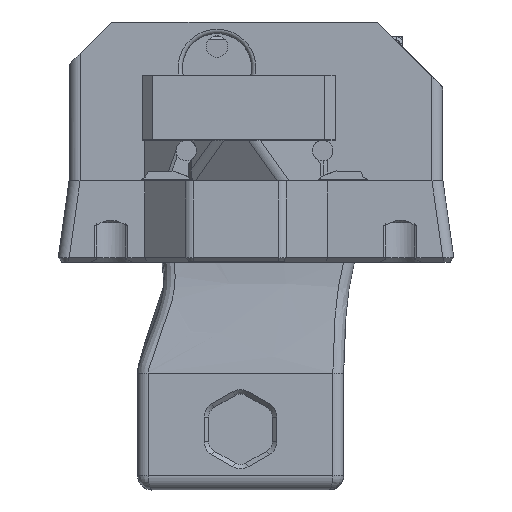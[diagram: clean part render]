
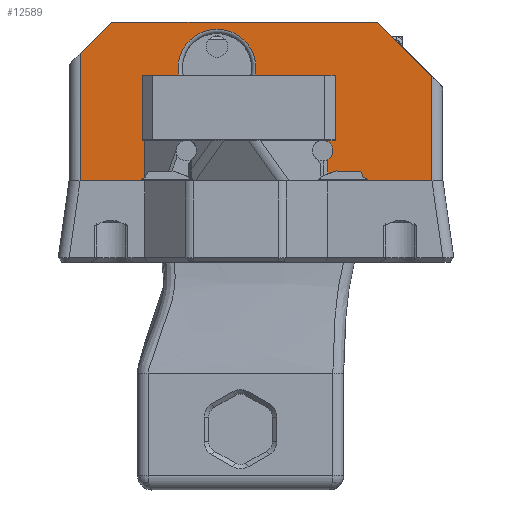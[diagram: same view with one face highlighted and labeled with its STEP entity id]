
A CAD part, top view. The second image highlights one B-rep face of the part: STEP entity #12589.
In plain terms, the highlighted planar face has unit normal (0, 0, 1).
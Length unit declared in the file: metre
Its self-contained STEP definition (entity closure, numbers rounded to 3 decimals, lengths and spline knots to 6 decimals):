
#398=CIRCLE('',#13512,0.003601);
#399=CIRCLE('',#13513,0.00095);
#861=PLANE('',#13511);
#1294=B_SPLINE_CURVE_WITH_KNOTS('',3,(#23757,#23758,#23759,#23760),
 .UNSPECIFIED.,.F.,.F.,(4,4),(0.,1.),.UNSPECIFIED.);
#3892=ORIENTED_EDGE('',*,*,#6524,.F.);
#3893=ORIENTED_EDGE('',*,*,#6525,.F.);
#3894=ORIENTED_EDGE('',*,*,#6526,.T.);
#3895=ORIENTED_EDGE('',*,*,#6516,.F.);
#3896=ORIENTED_EDGE('',*,*,#6513,.F.);
#3897=ORIENTED_EDGE('',*,*,#6527,.T.);
#3898=ORIENTED_EDGE('',*,*,#6528,.F.);
#3899=ORIENTED_EDGE('',*,*,#6529,.F.);
#3900=ORIENTED_EDGE('',*,*,#6530,.F.);
#3901=ORIENTED_EDGE('',*,*,#6531,.F.);
#3902=ORIENTED_EDGE('',*,*,#6532,.T.);
#3903=ORIENTED_EDGE('',*,*,#6403,.T.);
#3904=ORIENTED_EDGE('',*,*,#6349,.T.);
#3905=ORIENTED_EDGE('',*,*,#6508,.T.);
#3906=ORIENTED_EDGE('',*,*,#6533,.T.);
#3907=ORIENTED_EDGE('',*,*,#6534,.T.);
#3908=ORIENTED_EDGE('',*,*,#6535,.T.);
#3909=ORIENTED_EDGE('',*,*,#6382,.T.);
#3910=ORIENTED_EDGE('',*,*,#6355,.T.);
#3911=ORIENTED_EDGE('',*,*,#6392,.T.);
#3912=ORIENTED_EDGE('',*,*,#6536,.F.);
#3913=ORIENTED_EDGE('',*,*,#6396,.T.);
#3914=ORIENTED_EDGE('',*,*,#6537,.F.);
#3915=ORIENTED_EDGE('',*,*,#6538,.T.);
#6349=EDGE_CURVE('',#7866,#7867,#9000,.T.);
#6355=EDGE_CURVE('',#7873,#7872,#9004,.T.);
#6382=EDGE_CURVE('',#7898,#7873,#9025,.T.);
#6392=EDGE_CURVE('',#7872,#7906,#9033,.T.);
#6396=EDGE_CURVE('',#7907,#7910,#9036,.T.);
#6403=EDGE_CURVE('',#7917,#7866,#9042,.T.);
#6508=EDGE_CURVE('',#7867,#7982,#9107,.T.);
#6513=EDGE_CURVE('',#7986,#7987,#9109,.T.);
#6516=EDGE_CURVE('',#7987,#7989,#9111,.T.);
#6524=EDGE_CURVE('',#7996,#7997,#9118,.T.);
#6525=EDGE_CURVE('',#7998,#7996,#9119,.T.);
#6526=EDGE_CURVE('',#7998,#7989,#9120,.T.);
#6527=EDGE_CURVE('',#7986,#7999,#9121,.T.);
#6528=EDGE_CURVE('',#8000,#7999,#9122,.T.);
#6529=EDGE_CURVE('',#8001,#8000,#9123,.T.);
#6530=EDGE_CURVE('',#8002,#8001,#1294,.F.);
#6531=EDGE_CURVE('',#8003,#8002,#9124,.T.);
#6532=EDGE_CURVE('',#8003,#7917,#9125,.T.);
#6533=EDGE_CURVE('',#7982,#8004,#9126,.T.);
#6534=EDGE_CURVE('',#8004,#8005,#398,.F.);
#6535=EDGE_CURVE('',#8005,#7898,#9127,.T.);
#6536=EDGE_CURVE('',#7907,#7906,#399,.T.);
#6537=EDGE_CURVE('',#8006,#7910,#9128,.T.);
#6538=EDGE_CURVE('',#8006,#7997,#9129,.T.);
#7866=VERTEX_POINT('',#23337);
#7867=VERTEX_POINT('',#23338);
#7872=VERTEX_POINT('',#23348);
#7873=VERTEX_POINT('',#23350);
#7898=VERTEX_POINT('',#23404);
#7906=VERTEX_POINT('',#23422);
#7907=VERTEX_POINT('',#23426);
#7910=VERTEX_POINT('',#23431);
#7917=VERTEX_POINT('',#23447);
#7982=VERTEX_POINT('',#23711);
#7986=VERTEX_POINT('',#23722);
#7987=VERTEX_POINT('',#23724);
#7989=VERTEX_POINT('',#23730);
#7996=VERTEX_POINT('',#23746);
#7997=VERTEX_POINT('',#23747);
#7998=VERTEX_POINT('',#23749);
#7999=VERTEX_POINT('',#23752);
#8000=VERTEX_POINT('',#23754);
#8001=VERTEX_POINT('',#23756);
#8002=VERTEX_POINT('',#23761);
#8003=VERTEX_POINT('',#23763);
#8004=VERTEX_POINT('',#23766);
#8005=VERTEX_POINT('',#23768);
#8006=VERTEX_POINT('',#23772);
#9000=LINE('',#23336,#10016);
#9004=LINE('',#23349,#10020);
#9025=LINE('',#23403,#10041);
#9033=LINE('',#23423,#10049);
#9036=LINE('',#23432,#10052);
#9042=LINE('',#23446,#10058);
#9107=LINE('',#23710,#10123);
#9109=LINE('',#23723,#10125);
#9111=LINE('',#23729,#10127);
#9118=LINE('',#23745,#10134);
#9119=LINE('',#23748,#10135);
#9120=LINE('',#23750,#10136);
#9121=LINE('',#23751,#10137);
#9122=LINE('',#23753,#10138);
#9123=LINE('',#23755,#10139);
#9124=LINE('',#23762,#10140);
#9125=LINE('',#23764,#10141);
#9126=LINE('',#23765,#10142);
#9127=LINE('',#23769,#10143);
#9128=LINE('',#23771,#10144);
#9129=LINE('',#23773,#10145);
#10016=VECTOR('',#15423,1.);
#10020=VECTOR('',#15431,1.);
#10041=VECTOR('',#15468,1.);
#10049=VECTOR('',#15482,1.);
#10052=VECTOR('',#15489,1.);
#10058=VECTOR('',#15499,1.);
#10123=VECTOR('',#15726,1.);
#10125=VECTOR('',#15740,1.);
#10127=VECTOR('',#15746,1.);
#10134=VECTOR('',#15757,1.);
#10135=VECTOR('',#15758,1.);
#10136=VECTOR('',#15759,1.);
#10137=VECTOR('',#15760,1.);
#10138=VECTOR('',#15761,1.);
#10139=VECTOR('',#15762,1.);
#10140=VECTOR('',#15763,1.);
#10141=VECTOR('',#15764,1.);
#10142=VECTOR('',#15765,1.);
#10143=VECTOR('',#15768,1.);
#10144=VECTOR('',#15771,1.);
#10145=VECTOR('',#15772,1.);
#10966=EDGE_LOOP('',(#3892,#3893,#3894,#3895,#3896,#3897,#3898,#3899,#3900,
#3901,#3902,#3903,#3904,#3905,#3906,#3907,#3908,#3909,#3910,#3911,#3912,
#3913,#3914,#3915));
#11747=FACE_BOUND('',#10966,.T.);
#12589=ADVANCED_FACE('',(#11747),#861,.T.);
#13511=AXIS2_PLACEMENT_3D('',#23744,#15755,#15756);
#13512=AXIS2_PLACEMENT_3D('',#23767,#15766,#15767);
#13513=AXIS2_PLACEMENT_3D('',#23770,#15769,#15770);
#15423=DIRECTION('',(-1.,0.,0.));
#15431=DIRECTION('',(-1.,0.,0.));
#15468=DIRECTION('',(0.,-1.,0.));
#15482=DIRECTION('',(0.,-1.,0.));
#15489=DIRECTION('',(0.,-1.,0.));
#15499=DIRECTION('',(0.,1.,0.));
#15726=DIRECTION('',(0.,1.,0.));
#15740=DIRECTION('',(0.,-1.,0.));
#15746=DIRECTION('',(-1.,0.,0.));
#15755=DIRECTION('',(0.,0.,1.));
#15756=DIRECTION('',(1.,0.,0.));
#15757=DIRECTION('',(-1.,0.006,0.));
#15758=DIRECTION('',(-0.495,0.869,0.));
#15759=DIRECTION('',(0.865,-0.502,0.));
#15760=DIRECTION('',(-0.707,0.707,0.));
#15761=DIRECTION('',(1.,0.,0.));
#15762=DIRECTION('',(0.707,0.707,0.));
#15763=DIRECTION('',(-1.,0.,0.));
#15764=DIRECTION('',(0.865,0.502,0.));
#15765=DIRECTION('',(1.,0.,0.));
#15766=DIRECTION('',(0.,0.,1.));
#15767=DIRECTION('',(0.,-1.,0.));
#15768=DIRECTION('',(1.,0.,0.));
#15769=DIRECTION('',(0.,0.,1.));
#15770=DIRECTION('',(0.,-1.,0.));
#15771=DIRECTION('',(-0.94,-0.342,0.));
#15772=DIRECTION('',(0.342,-0.94,0.));
#23336=CARTESIAN_POINT('',(0.001417,0.026686,0.009396));
#23337=CARTESIAN_POINT('',(-0.008843,0.026686,0.009396));
#23338=CARTESIAN_POINT('',(-0.009093,0.026686,0.009396));
#23348=CARTESIAN_POINT('',(0.008057,0.026686,0.009396));
#23349=CARTESIAN_POINT('',(0.001417,0.026686,0.009396));
#23350=CARTESIAN_POINT('',(0.008757,0.026686,0.009396));
#23403=CARTESIAN_POINT('',(0.008757,0.030263,0.009396));
#23404=CARTESIAN_POINT('',(0.008757,0.0326,0.009396));
#23422=CARTESIAN_POINT('',(0.008057,0.026552,0.009396));
#23423=CARTESIAN_POINT('',(0.008057,0.030263,0.009396));
#23426=CARTESIAN_POINT('',(0.008057,0.024897,0.009396));
#23431=CARTESIAN_POINT('',(0.008057,0.023553,0.009396));
#23432=CARTESIAN_POINT('',(0.008057,0.030263,0.009396));
#23446=CARTESIAN_POINT('',(-0.008843,0.030263,0.009396));
#23447=CARTESIAN_POINT('',(-0.008843,0.023245,0.009396));
#23710=CARTESIAN_POINT('',(-0.009093,0.030263,0.009396));
#23711=CARTESIAN_POINT('',(-0.009093,0.0326,0.009396));
#23722=CARTESIAN_POINT('',(0.017674,0.0326,0.009396));
#23723=CARTESIAN_POINT('',(0.017674,0.027763,0.009396));
#23724=CARTESIAN_POINT('',(0.017674,0.022925,0.009396));
#23729=CARTESIAN_POINT('',(0.001444,0.022925,0.009396));
#23730=CARTESIAN_POINT('',(0.011971,0.022925,0.009396));
#23744=CARTESIAN_POINT('',(0.001417,0.030263,0.009396));
#23745=CARTESIAN_POINT('',(0.01108,0.023787,0.009396));
#23746=CARTESIAN_POINT('',(0.01108,0.023787,0.009396));
#23747=CARTESIAN_POINT('',(0.00893,0.0238,0.009396));
#23748=CARTESIAN_POINT('',(0.012767,0.020828,0.009396));
#23749=CARTESIAN_POINT('',(0.011373,0.023273,0.009396));
#23750=CARTESIAN_POINT('',(0.000894,0.029363,0.009396));
#23751=CARTESIAN_POINT('',(0.010714,0.039559,0.009396));
#23752=CARTESIAN_POINT('',(0.012674,0.0376,0.009396));
#23753=CARTESIAN_POINT('',(0.000389,0.0376,0.009396));
#23754=CARTESIAN_POINT('',(-0.011896,0.0376,0.009396));
#23755=CARTESIAN_POINT('',(-0.013354,0.036143,0.009396));
#23756=CARTESIAN_POINT('',(-0.014811,0.034686,0.009396));
#23757=CARTESIAN_POINT('',(-0.014811,0.034686,0.009396));
#23758=CARTESIAN_POINT('',(-0.014811,0.030766,0.009396));
#23759=CARTESIAN_POINT('',(-0.014811,0.026846,0.009396));
#23760=CARTESIAN_POINT('',(-0.014811,0.022925,0.009396));
#23761=CARTESIAN_POINT('',(-0.014811,0.022925,0.009396));
#23762=CARTESIAN_POINT('',(0.001444,0.022925,0.009396));
#23763=CARTESIAN_POINT('',(-0.009393,0.022925,0.009396));
#23764=CARTESIAN_POINT('',(0.001876,0.029474,0.009396));
#23765=CARTESIAN_POINT('',(0.001417,0.0326,0.009396));
#23766=CARTESIAN_POINT('',(-0.005692,0.0326,0.009396));
#23767=CARTESIAN_POINT('',(-0.002169,0.033341,0.009396));
#23768=CARTESIAN_POINT('',(0.001354,0.0326,0.009396));
#23769=CARTESIAN_POINT('',(0.001417,0.0326,0.009396));
#23770=CARTESIAN_POINT('',(0.007591,0.025725,0.009396));
#23771=CARTESIAN_POINT('',(0.008907,0.023862,0.009396));
#23772=CARTESIAN_POINT('',(0.008907,0.023862,0.009396));
#23773=CARTESIAN_POINT('',(0.005974,0.031921,0.009396));
